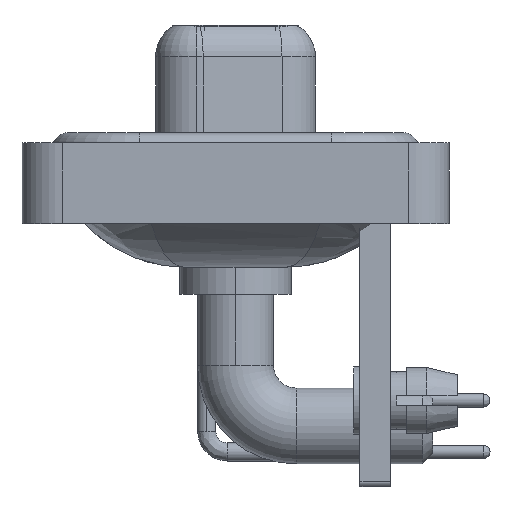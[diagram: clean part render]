
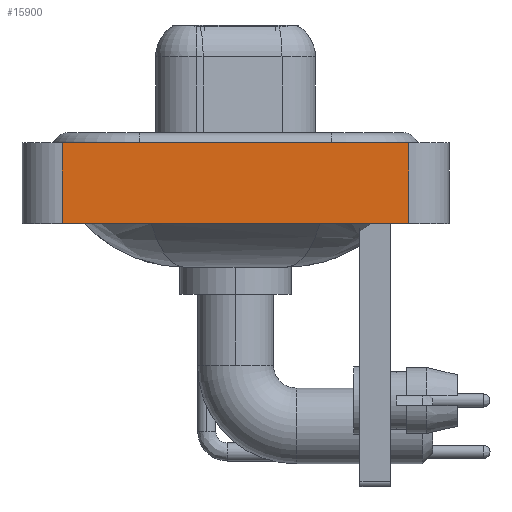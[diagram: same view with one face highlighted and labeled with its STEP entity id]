
A CAD part, left-side view. The second image highlights one B-rep face of the part: STEP entity #15900.
In plain terms, the highlighted planar face has unit normal (-1, 0, 0).
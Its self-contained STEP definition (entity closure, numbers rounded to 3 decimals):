
#304 = DIRECTION ( 'NONE',  ( 0., -1., 0. ) ) ;
#1334 = DIRECTION ( 'NONE',  ( 0., 0., 1. ) ) ;
#1377 = VERTEX_POINT ( 'NONE', #26245 ) ;
#3413 = CARTESIAN_POINT ( 'NONE',  ( -7.35, -8.55, -3.6 ) ) ;
#3991 = CARTESIAN_POINT ( 'NONE',  ( -7.35, 8.55, 0.4 ) ) ;
#4689 = LINE ( 'NONE', #16611, #18743 ) ;
#6606 = DIRECTION ( 'NONE',  ( 0., 0., 1. ) ) ;
#6961 = VERTEX_POINT ( 'NONE', #3991 ) ;
#7631 = PLANE ( 'NONE',  #9431 ) ;
#9056 = EDGE_CURVE ( 'NONE', #6961, #25721, #21913, .T. ) ;
#9431 = AXIS2_PLACEMENT_3D ( 'NONE', #3413, #13829, #1334 ) ;
#10206 = ORIENTED_EDGE ( 'NONE', *, *, #9056, .F. ) ;
#10764 = VERTEX_POINT ( 'NONE', #19811 ) ;
#10969 = VECTOR ( 'NONE', #15727, 1000. ) ;
#13038 = LINE ( 'NONE', #21413, #14603 ) ;
#13798 = ORIENTED_EDGE ( 'NONE', *, *, #21941, .F. ) ;
#13829 = DIRECTION ( 'NONE',  ( -1., 0., 0. ) ) ;
#14011 = CARTESIAN_POINT ( 'NONE',  ( -7.35, -8.55, 0.4 ) ) ;
#14338 = ORIENTED_EDGE ( 'NONE', *, *, #26942, .T. ) ;
#14603 = VECTOR ( 'NONE', #21283, 1000. ) ;
#14714 = CARTESIAN_POINT ( 'NONE',  ( -7.35, -8.55, -3.6 ) ) ;
#15308 = EDGE_CURVE ( 'NONE', #10764, #25721, #17019, .T. ) ;
#15727 = DIRECTION ( 'NONE',  ( 0., -1., 0. ) ) ;
#15900 = ADVANCED_FACE ( 'NONE', ( #19853 ), #7631, .T. ) ;
#16611 = CARTESIAN_POINT ( 'NONE',  ( -7.35, -8.55, -3.6 ) ) ;
#17019 = LINE ( 'NONE', #14714, #23423 ) ;
#17903 = CARTESIAN_POINT ( 'NONE',  ( -7.35, -8.55, 0.4 ) ) ;
#18743 = VECTOR ( 'NONE', #304, 1000. ) ;
#19811 = CARTESIAN_POINT ( 'NONE',  ( -7.35, -8.55, -3.6 ) ) ;
#19820 = ORIENTED_EDGE ( 'NONE', *, *, #15308, .T. ) ;
#19853 = FACE_OUTER_BOUND ( 'NONE', #20396, .T. ) ;
#20396 = EDGE_LOOP ( 'NONE', ( #19820, #10206, #13798, #14338 ) ) ;
#21283 = DIRECTION ( 'NONE',  ( 0., 0., 1. ) ) ;
#21413 = CARTESIAN_POINT ( 'NONE',  ( -7.35, 8.55, -3.6 ) ) ;
#21913 = LINE ( 'NONE', #17903, #10969 ) ;
#21941 = EDGE_CURVE ( 'NONE', #1377, #6961, #13038, .T. ) ;
#23423 = VECTOR ( 'NONE', #6606, 1000. ) ;
#25721 = VERTEX_POINT ( 'NONE', #14011 ) ;
#26245 = CARTESIAN_POINT ( 'NONE',  ( -7.35, 8.55, -3.6 ) ) ;
#26942 = EDGE_CURVE ( 'NONE', #1377, #10764, #4689, .T. ) ;
